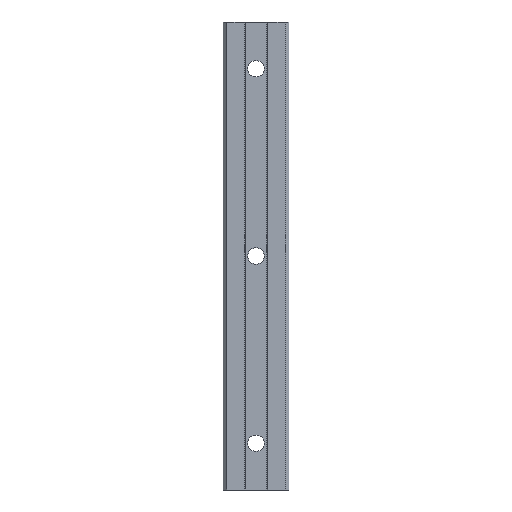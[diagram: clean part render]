
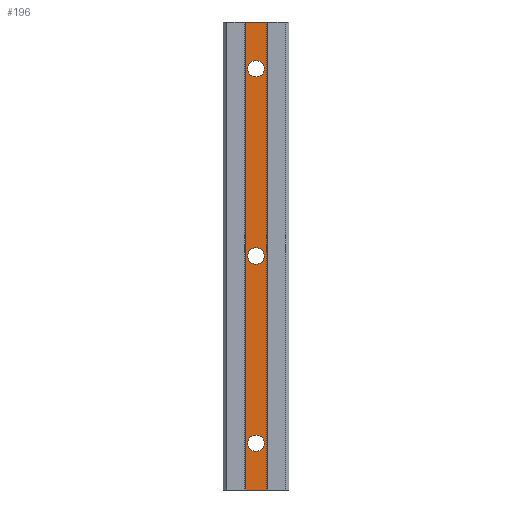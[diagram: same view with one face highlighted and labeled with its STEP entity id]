
A CAD part, front view. The second image highlights one B-rep face of the part: STEP entity #196.
In plain terms, the highlighted planar face has unit normal (0, -1, 0).
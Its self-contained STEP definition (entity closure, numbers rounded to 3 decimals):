
#16 = VERTEX_POINT ( 'NONE', #493 ) ;
#17 = VERTEX_POINT ( 'NONE', #492 ) ;
#77 = VERTEX_POINT ( 'NONE', #625 ) ;
#84 = VERTEX_POINT ( 'NONE', #616 ) ;
#86 = EDGE_CURVE ( 'NONE', #77, #84, #615, .T. ) ;
#128 = EDGE_CURVE ( 'NONE', #424, #423, #714, .T. ) ;
#172 = EDGE_LOOP ( 'NONE', ( #173, #174, #176, #252 ) ) ;
#173 = ORIENTED_EDGE ( 'NONE', *, *, #86, .T. ) ;
#174 = ORIENTED_EDGE ( 'NONE', *, *, #175, .T. ) ;
#175 = EDGE_CURVE ( 'NONE', #84, #1702, #827, .T. ) ;
#176 = ORIENTED_EDGE ( 'NONE', *, *, #1705, .T. ) ;
#192 = EDGE_CURVE ( 'NONE', #77, #1703, #864, .T. ) ;
#196 = ADVANCED_FACE ( 'NONE', ( #850, #849, #848, #847 ), #846, .T. ) ;
#197 = EDGE_LOOP ( 'NONE', ( #198, #199 ) ) ;
#198 = ORIENTED_EDGE ( 'NONE', *, *, #128, .T. ) ;
#199 = ORIENTED_EDGE ( 'NONE', *, *, #422, .T. ) ;
#200 = EDGE_LOOP ( 'NONE', ( #201, #202 ) ) ;
#201 = ORIENTED_EDGE ( 'NONE', *, *, #1813, .T. ) ;
#202 = ORIENTED_EDGE ( 'NONE', *, *, #1686, .T. ) ;
#203 = EDGE_LOOP ( 'NONE', ( #204, #205 ) ) ;
#204 = ORIENTED_EDGE ( 'NONE', *, *, #1796, .T. ) ;
#205 = ORIENTED_EDGE ( 'NONE', *, *, #1692, .T. ) ;
#252 = ORIENTED_EDGE ( 'NONE', *, *, #192, .F. ) ;
#422 = EDGE_CURVE ( 'NONE', #423, #424, #1110, .T. ) ;
#423 = VERTEX_POINT ( 'NONE', #1101 ) ;
#424 = VERTEX_POINT ( 'NONE', #1100 ) ;
#492 = CARTESIAN_POINT ( 'NONE',  ( 0., -22.5, 48.5 ) ) ;
#493 = CARTESIAN_POINT ( 'NONE',  ( 0., -22.5, -38.5 ) ) ;
#614 = CARTESIAN_POINT ( 'NONE',  ( -4.5, -22.5, -100.1 ) ) ;
#615 = LINE ( 'NONE', #614, #677 ) ;
#616 = CARTESIAN_POINT ( 'NONE',  ( -4.5, -22.5, -135. ) ) ;
#625 = CARTESIAN_POINT ( 'NONE',  ( -4.5, -22.5, 65. ) ) ;
#676 = DIRECTION ( 'NONE',  ( 0., 0., -1. ) ) ;
#677 = VECTOR ( 'NONE', #676, 1000. ) ;
#710 = DIRECTION ( 'NONE',  ( 0., 0., 1. ) ) ;
#711 = DIRECTION ( 'NONE',  ( 0., 1., 0. ) ) ;
#712 = CARTESIAN_POINT ( 'NONE',  ( 0., -22.5, -115. ) ) ;
#713 = AXIS2_PLACEMENT_3D ( 'NONE', #712, #711, #710 ) ;
#714 = CIRCLE ( 'NONE', #713, 3.5 ) ;
#824 = DIRECTION ( 'NONE',  ( 1., 0., 0. ) ) ;
#825 = VECTOR ( 'NONE', #824, 1000. ) ;
#826 = CARTESIAN_POINT ( 'NONE',  ( 0., -22.5, -135. ) ) ;
#827 = LINE ( 'NONE', #826, #825 ) ;
#842 = DIRECTION ( 'NONE',  ( 0., 0., -1. ) ) ;
#843 = DIRECTION ( 'NONE',  ( 0., -1., 0. ) ) ;
#844 = CARTESIAN_POINT ( 'NONE',  ( -4.5, -22.5, -100.1 ) ) ;
#845 = AXIS2_PLACEMENT_3D ( 'NONE', #844, #843, #842 ) ;
#846 = PLANE ( 'NONE',  #845 ) ;
#847 = FACE_OUTER_BOUND ( 'NONE', #172, .T. ) ;
#848 = FACE_BOUND ( 'NONE', #203, .T. ) ;
#849 = FACE_BOUND ( 'NONE', #200, .T. ) ;
#850 = FACE_BOUND ( 'NONE', #197, .T. ) ;
#861 = DIRECTION ( 'NONE',  ( 1., 0., 0. ) ) ;
#862 = VECTOR ( 'NONE', #861, 1000. ) ;
#863 = CARTESIAN_POINT ( 'NONE',  ( 0., -22.5, 65. ) ) ;
#864 = LINE ( 'NONE', #863, #862 ) ;
#1100 = CARTESIAN_POINT ( 'NONE',  ( 0., -22.5, -111.5 ) ) ;
#1101 = CARTESIAN_POINT ( 'NONE',  ( 0., -22.5, -118.5 ) ) ;
#1102 = DIRECTION ( 'NONE',  ( 0., 0., 1. ) ) ;
#1103 = DIRECTION ( 'NONE',  ( 0., 1., 0. ) ) ;
#1104 = CARTESIAN_POINT ( 'NONE',  ( 0., -22.5, -115. ) ) ;
#1105 = AXIS2_PLACEMENT_3D ( 'NONE', #1104, #1103, #1102 ) ;
#1110 = CIRCLE ( 'NONE', #1105, 3.5 ) ;
#1225 = DIRECTION ( 'NONE',  ( 0., 0., 1. ) ) ;
#1226 = DIRECTION ( 'NONE',  ( 0., 1., 0. ) ) ;
#1227 = CARTESIAN_POINT ( 'NONE',  ( 0., -22.5, -35. ) ) ;
#1228 = AXIS2_PLACEMENT_3D ( 'NONE', #1227, #1226, #1225 ) ;
#1229 = CIRCLE ( 'NONE', #1228, 3.5 ) ;
#1238 = CARTESIAN_POINT ( 'NONE',  ( 0., -22.5, 41.5 ) ) ;
#1271 = DIRECTION ( 'NONE',  ( 0., 0., 1. ) ) ;
#1272 = DIRECTION ( 'NONE',  ( 0., 1., 0. ) ) ;
#1273 = CARTESIAN_POINT ( 'NONE',  ( 0., -22.5, 45. ) ) ;
#1274 = AXIS2_PLACEMENT_3D ( 'NONE', #1273, #1272, #1271 ) ;
#1275 = CIRCLE ( 'NONE', #1274, 3.5 ) ;
#1276 = CARTESIAN_POINT ( 'NONE',  ( 0., -22.5, -31.5 ) ) ;
#1308 = DIRECTION ( 'NONE',  ( 0., 0., 1. ) ) ;
#1309 = VECTOR ( 'NONE', #1308, 1000. ) ;
#1310 = CARTESIAN_POINT ( 'NONE',  ( 4.5, -22.5, -100.1 ) ) ;
#1311 = LINE ( 'NONE', #1310, #1309 ) ;
#1312 = CARTESIAN_POINT ( 'NONE',  ( 4.5, -22.5, 65. ) ) ;
#1313 = CARTESIAN_POINT ( 'NONE',  ( 4.5, -22.5, -135. ) ) ;
#1450 = DIRECTION ( 'NONE',  ( 0., 0., 1. ) ) ;
#1451 = DIRECTION ( 'NONE',  ( 0., 1., 0. ) ) ;
#1452 = CARTESIAN_POINT ( 'NONE',  ( 0., -22.5, 45. ) ) ;
#1453 = AXIS2_PLACEMENT_3D ( 'NONE', #1452, #1451, #1450 ) ;
#1454 = CIRCLE ( 'NONE', #1453, 3.5 ) ;
#1476 = DIRECTION ( 'NONE',  ( 0., 0., 1. ) ) ;
#1477 = DIRECTION ( 'NONE',  ( 0., 1., 0. ) ) ;
#1478 = CARTESIAN_POINT ( 'NONE',  ( 0., -22.5, -35. ) ) ;
#1479 = AXIS2_PLACEMENT_3D ( 'NONE', #1478, #1477, #1476 ) ;
#1484 = CIRCLE ( 'NONE', #1479, 3.5 ) ;
#1680 = VERTEX_POINT ( 'NONE', #1238 ) ;
#1686 = EDGE_CURVE ( 'NONE', #16, #1689, #1229, .T. ) ;
#1689 = VERTEX_POINT ( 'NONE', #1276 ) ;
#1692 = EDGE_CURVE ( 'NONE', #1680, #17, #1275, .T. ) ;
#1702 = VERTEX_POINT ( 'NONE', #1313 ) ;
#1703 = VERTEX_POINT ( 'NONE', #1312 ) ;
#1705 = EDGE_CURVE ( 'NONE', #1702, #1703, #1311, .T. ) ;
#1796 = EDGE_CURVE ( 'NONE', #17, #1680, #1454, .T. ) ;
#1813 = EDGE_CURVE ( 'NONE', #1689, #16, #1484, .T. ) ;
